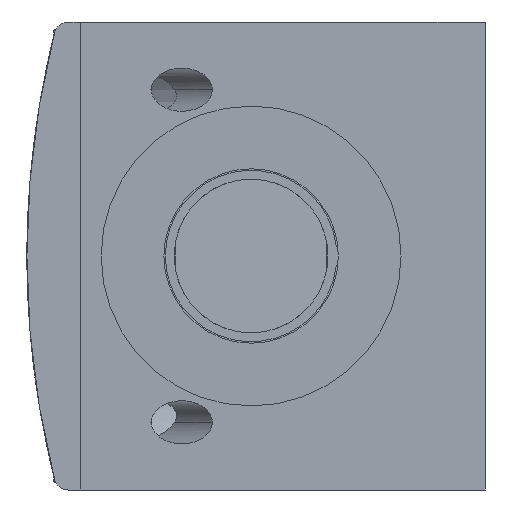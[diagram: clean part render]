
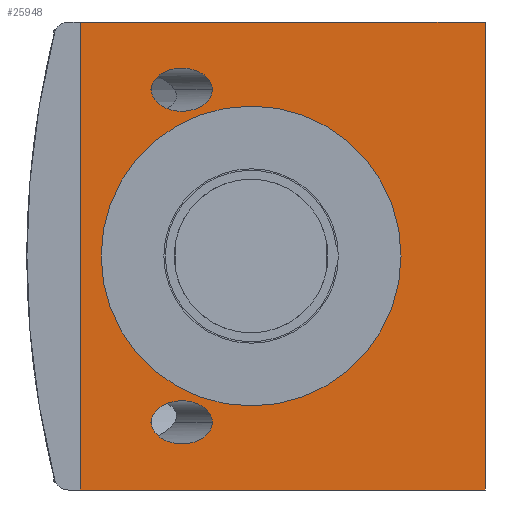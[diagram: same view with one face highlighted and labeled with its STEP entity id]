
A CAD part, front view. The second image highlights one B-rep face of the part: STEP entity #25948.
In plain terms, the highlighted planar face has unit normal (0, -1, 0).
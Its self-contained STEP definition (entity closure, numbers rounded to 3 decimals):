
#20578=DIRECTION('',(1.,0.,0.));
#20579=VECTOR('',#20578,69.21);
#20580=CARTESIAN_POINT('',(-68.089,-7.731,
48.411));
#20581=LINE('',#20580,#20579);
#20582=DIRECTION('',(0.,0.,-1.));
#20583=VECTOR('',#20582,80.);
#20584=CARTESIAN_POINT('',(1.121,-7.731,
48.411));
#20585=LINE('',#20584,#20583);
#20586=DIRECTION('',(-1.,0.,0.));
#20587=VECTOR('',#20586,69.21);
#20588=CARTESIAN_POINT('',(1.121,-7.731,
-31.589));
#20589=LINE('',#20588,#20587);
#20590=DIRECTION('',(0.,0.,1.));
#20591=VECTOR('',#20590,80.);
#20592=CARTESIAN_POINT('',(-68.089,-7.731,
-31.589));
#20593=LINE('',#20592,#20591);
#20594=CARTESIAN_POINT('',(-45.51,-7.731,
36.834));
#20595=CARTESIAN_POINT('',(-45.51,-7.731,
37.268));
#20596=CARTESIAN_POINT('',(-45.732,-7.731,
38.205));
#20597=CARTESIAN_POINT('',(-46.926,-7.731,
39.516));
#20598=CARTESIAN_POINT('',(-48.467,-7.731,
40.218));
#20599=CARTESIAN_POINT('',(-49.777,-7.731,
40.478));
#20600=CARTESIAN_POINT('',(-50.718,-7.731,
40.536));
#20601=CARTESIAN_POINT('',(-51.659,-7.731,
40.478));
#20602=CARTESIAN_POINT('',(-52.97,-7.731,
40.218));
#20603=CARTESIAN_POINT('',(-54.51,-7.731,
39.516));
#20604=CARTESIAN_POINT('',(-55.704,-7.731,
38.205));
#20605=CARTESIAN_POINT('',(-55.927,-7.731,
37.268));
#20606=CARTESIAN_POINT('',(-55.927,-7.731,
36.834));
#20608=CARTESIAN_POINT('',(-55.927,-7.731,
36.834));
#20609=CARTESIAN_POINT('',(-55.927,-7.731,
36.4));
#20610=CARTESIAN_POINT('',(-55.704,-7.731,
35.462));
#20611=CARTESIAN_POINT('',(-54.51,-7.731,
34.151));
#20612=CARTESIAN_POINT('',(-52.97,-7.731,
33.449));
#20613=CARTESIAN_POINT('',(-51.659,-7.731,
33.189));
#20614=CARTESIAN_POINT('',(-50.718,-7.731,
33.131));
#20615=CARTESIAN_POINT('',(-49.777,-7.731,
33.189));
#20616=CARTESIAN_POINT('',(-48.467,-7.731,
33.449));
#20617=CARTESIAN_POINT('',(-46.926,-7.731,
34.151));
#20618=CARTESIAN_POINT('',(-45.732,-7.731,
35.462));
#20619=CARTESIAN_POINT('',(-45.51,-7.731,
36.4));
#20620=CARTESIAN_POINT('',(-45.51,-7.731,
36.834));
#20622=CARTESIAN_POINT('',(-38.879,-7.731,
8.411));
#20623=DIRECTION('',(0.,-1.,0.));
#20624=DIRECTION('',(-1.,0.,0.));
#20625=AXIS2_PLACEMENT_3D('',#20622,#20623,#20624);
#20627=CARTESIAN_POINT('',(-38.879,-7.731,
8.411));
#20628=DIRECTION('',(0.,-1.,0.));
#20629=DIRECTION('',(1.,0.,0.));
#20630=AXIS2_PLACEMENT_3D('',#20627,#20628,#20629);
#20632=CARTESIAN_POINT('',(-45.51,-7.731,
-20.012));
#20633=CARTESIAN_POINT('',(-45.51,-7.731,
-19.578));
#20634=CARTESIAN_POINT('',(-45.732,-7.731,
-18.641));
#20635=CARTESIAN_POINT('',(-46.926,-7.731,
-17.33));
#20636=CARTESIAN_POINT('',(-48.467,-7.731,
-16.628));
#20637=CARTESIAN_POINT('',(-49.777,-7.731,
-16.368));
#20638=CARTESIAN_POINT('',(-50.718,-7.731,
-16.31));
#20639=CARTESIAN_POINT('',(-51.659,-7.731,
-16.368));
#20640=CARTESIAN_POINT('',(-52.97,-7.731,
-16.628));
#20641=CARTESIAN_POINT('',(-54.51,-7.731,
-17.33));
#20642=CARTESIAN_POINT('',(-55.704,-7.731,
-18.641));
#20643=CARTESIAN_POINT('',(-55.927,-7.731,
-19.578));
#20644=CARTESIAN_POINT('',(-55.927,-7.731,
-20.012));
#20646=CARTESIAN_POINT('',(-55.927,-7.731,
-20.012));
#20647=CARTESIAN_POINT('',(-55.927,-7.731,
-20.447));
#20648=CARTESIAN_POINT('',(-55.704,-7.731,
-21.384));
#20649=CARTESIAN_POINT('',(-54.51,-7.731,
-22.695));
#20650=CARTESIAN_POINT('',(-52.97,-7.731,
-23.397));
#20651=CARTESIAN_POINT('',(-51.659,-7.731,
-23.657));
#20652=CARTESIAN_POINT('',(-50.718,-7.731,
-23.715));
#20653=CARTESIAN_POINT('',(-49.777,-7.731,
-23.657));
#20654=CARTESIAN_POINT('',(-48.467,-7.731,
-23.397));
#20655=CARTESIAN_POINT('',(-46.926,-7.731,
-22.695));
#20656=CARTESIAN_POINT('',(-45.732,-7.731,
-21.384));
#20657=CARTESIAN_POINT('',(-45.51,-7.731,
-20.447));
#20658=CARTESIAN_POINT('',(-45.51,-7.731,
-20.012));
#21627=CARTESIAN_POINT('',(1.121,-7.731,
48.411));
#21629=VERTEX_POINT('',#21627);
#21630=CARTESIAN_POINT('',(-68.089,-7.731,
48.411));
#21631=VERTEX_POINT('',#21630);
#21660=CARTESIAN_POINT('',(1.121,-7.731,
-31.589));
#21661=VERTEX_POINT('',#21660);
#21816=CARTESIAN_POINT('',(-68.089,-7.731,
-31.589));
#21817=VERTEX_POINT('',#21816);
#21940=VERTEX_POINT('',#20594);
#21941=VERTEX_POINT('',#20606);
#21942=CARTESIAN_POINT('',(-61.626,-7.731,
8.411));
#21943=CARTESIAN_POINT('',(-16.132,-7.731,
8.411));
#21944=VERTEX_POINT('',#21942);
#21945=VERTEX_POINT('',#21943);
#21946=VERTEX_POINT('',#20632);
#21947=VERTEX_POINT('',#20644);
#25919=CARTESIAN_POINT('',(-38.879,-7.731,
8.411));
#25920=DIRECTION('',(0.,1.,0.));
#25921=DIRECTION('',(-1.,0.,0.));
#25922=AXIS2_PLACEMENT_3D('',#25919,#25920,#25921);
#25923=PLANE('',#25922);
#25924=ORIENTED_EDGE('',*,*,#22456,.T.);
#25925=ORIENTED_EDGE('',*,*,#22505,.T.);
#25926=ORIENTED_EDGE('',*,*,#25306,.T.);
#25927=ORIENTED_EDGE('',*,*,#25225,.T.);
#25928=EDGE_LOOP('',(#25924,#25925,#25926,#25927));
#25929=FACE_OUTER_BOUND('',#25928,.F.);
#25931=ORIENTED_EDGE('',*,*,#25930,.T.);
#25933=ORIENTED_EDGE('',*,*,#25932,.T.);
#25934=EDGE_LOOP('',(#25931,#25933));
#25935=FACE_BOUND('',#25934,.F.);
#25937=ORIENTED_EDGE('',*,*,#25936,.T.);
#25939=ORIENTED_EDGE('',*,*,#25938,.T.);
#25940=EDGE_LOOP('',(#25937,#25939));
#25941=FACE_BOUND('',#25940,.F.);
#25943=ORIENTED_EDGE('',*,*,#25942,.T.);
#25945=ORIENTED_EDGE('',*,*,#25944,.T.);
#25946=EDGE_LOOP('',(#25943,#25945));
#25947=FACE_BOUND('',#25946,.F.);
#25948=ADVANCED_FACE('',(#25929,#25935,#25941,#25947),#25923,.F.);
#20607=B_SPLINE_CURVE_WITH_KNOTS('',3,(#20594,#20595,#20596,#20597,#20598,
#20599,#20600,#20601,#20602,#20603,#20604,#20605,#20606),.UNSPECIFIED.,.F.,.F.,(
4,1,1,1,1,1,1,1,1,1,4),(0.,0.125,0.25,0.375,0.438,0.5,0.563,
0.625,0.75,0.875,1.),.UNSPECIFIED.);
#20621=B_SPLINE_CURVE_WITH_KNOTS('',3,(#20608,#20609,#20610,#20611,#20612,
#20613,#20614,#20615,#20616,#20617,#20618,#20619,#20620),.UNSPECIFIED.,.F.,.F.,(
4,1,1,1,1,1,1,1,1,1,4),(0.,0.125,0.25,0.375,0.438,0.5,0.563,
0.625,0.75,0.875,1.),.UNSPECIFIED.);
#20626=CIRCLE('',#20625,22.747);
#20631=CIRCLE('',#20630,22.747);
#20645=B_SPLINE_CURVE_WITH_KNOTS('',3,(#20632,#20633,#20634,#20635,#20636,
#20637,#20638,#20639,#20640,#20641,#20642,#20643,#20644),.UNSPECIFIED.,.F.,.F.,(
4,1,1,1,1,1,1,1,1,1,4),(0.,0.125,0.25,0.375,0.438,0.5,0.563,
0.625,0.75,0.875,1.),.UNSPECIFIED.);
#20659=B_SPLINE_CURVE_WITH_KNOTS('',3,(#20646,#20647,#20648,#20649,#20650,
#20651,#20652,#20653,#20654,#20655,#20656,#20657,#20658),.UNSPECIFIED.,.F.,.F.,(
4,1,1,1,1,1,1,1,1,1,4),(0.,0.125,0.25,0.375,0.438,0.5,0.563,
0.625,0.75,0.875,1.),.UNSPECIFIED.);
#22456=EDGE_CURVE('',#21631,#21629,#20581,.T.);
#22505=EDGE_CURVE('',#21629,#21661,#20585,.T.);
#25225=EDGE_CURVE('',#21817,#21631,#20593,.T.);
#25306=EDGE_CURVE('',#21661,#21817,#20589,.T.);
#25930=EDGE_CURVE('',#21940,#21941,#20607,.T.);
#25932=EDGE_CURVE('',#21941,#21940,#20621,.T.);
#25936=EDGE_CURVE('',#21944,#21945,#20626,.T.);
#25938=EDGE_CURVE('',#21945,#21944,#20631,.T.);
#25942=EDGE_CURVE('',#21946,#21947,#20645,.T.);
#25944=EDGE_CURVE('',#21947,#21946,#20659,.T.);
